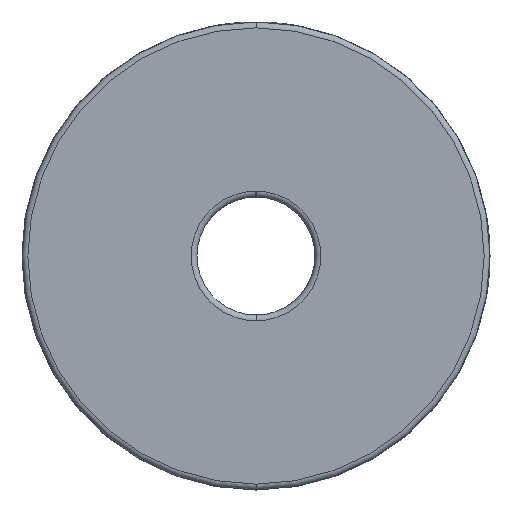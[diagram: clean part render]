
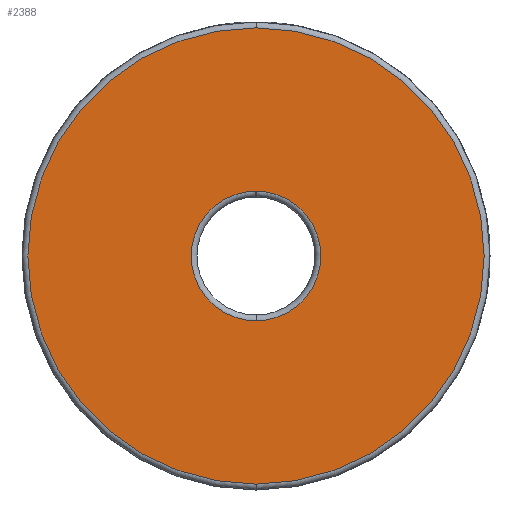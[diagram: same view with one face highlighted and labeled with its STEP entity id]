
A CAD part, front view. The second image highlights one B-rep face of the part: STEP entity #2388.
In plain terms, the highlighted planar face has unit normal (0, -1, 0).
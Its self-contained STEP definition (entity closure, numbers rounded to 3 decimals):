
#17=PLANE('',#2758);
#54=FACE_BOUND('',#273,.T.);
#193=FACE_OUTER_BOUND('',#272,.T.);
#272=EDGE_LOOP('',(#2181));
#273=EDGE_LOOP('',(#2182));
#450=CIRCLE('',#2759,9.75);
#451=CIRCLE('',#2760,2.77);
#1275=VERTEX_POINT('',#7354);
#1276=VERTEX_POINT('',#7356);
#1728=EDGE_CURVE('',#1275,#1275,#450,.T.);
#1729=EDGE_CURVE('',#1276,#1276,#451,.T.);
#2181=ORIENTED_EDGE('',*,*,#1728,.T.);
#2182=ORIENTED_EDGE('',*,*,#1729,.T.);
#2388=ADVANCED_FACE('',(#193,#54),#17,.T.);
#2758=AXIS2_PLACEMENT_3D('',#7353,#3300,#3301);
#2759=AXIS2_PLACEMENT_3D('',#7355,#3302,#3303);
#2760=AXIS2_PLACEMENT_3D('',#7357,#3304,#3305);
#3300=DIRECTION('center_axis',(0.,-1.,0.));
#3301=DIRECTION('ref_axis',(0.,0.,-1.));
#3302=DIRECTION('center_axis',(0.,-1.,0.));
#3303=DIRECTION('ref_axis',(0.,0.,
-1.));
#3304=DIRECTION('center_axis',(0.,1.,0.));
#3305=DIRECTION('ref_axis',(0.,0.,
1.));
#7353=CARTESIAN_POINT('Origin',(-9.867,0.,0.));
#7354=CARTESIAN_POINT('',(0.,0.,9.75));
#7355=CARTESIAN_POINT('Origin',(0.,0.,0.));
#7356=CARTESIAN_POINT('',(0.,0.,-2.77));
#7357=CARTESIAN_POINT('Origin',(0.,0.,0.));
